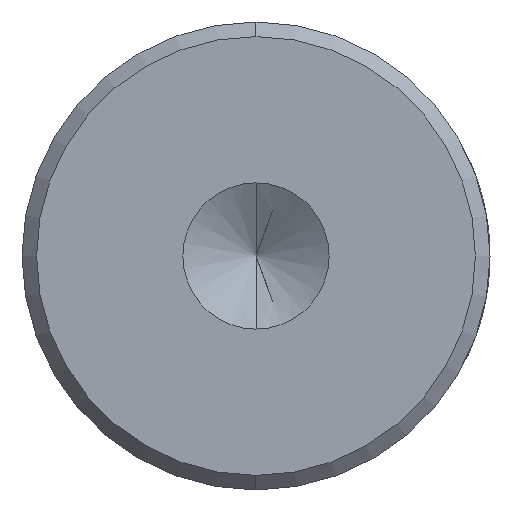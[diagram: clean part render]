
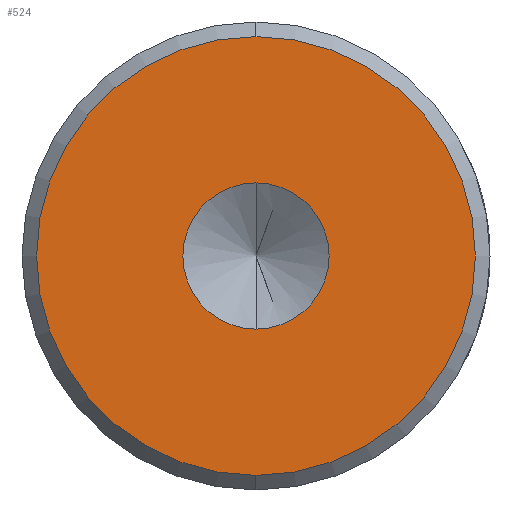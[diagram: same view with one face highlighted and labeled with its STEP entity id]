
A CAD part, left-side view. The second image highlights one B-rep face of the part: STEP entity #524.
In plain terms, the highlighted planar face has unit normal (-1, 0, 0).
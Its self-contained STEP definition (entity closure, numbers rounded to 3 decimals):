
#36 = ORIENTED_EDGE ( 'NONE', *, *, #452, .T. ) ;
#63 = CARTESIAN_POINT ( 'NONE',  ( 0., 0., 0. ) ) ;
#96 = DIRECTION ( 'NONE',  ( -1., 0., 0. ) ) ;
#137 = AXIS2_PLACEMENT_3D ( 'NONE', #63, #1172, #181 ) ;
#181 = DIRECTION ( 'NONE',  ( 0., 0., 1. ) ) ;
#225 = CIRCLE ( 'NONE', #137, 2.5 ) ;
#277 = EDGE_CURVE ( 'NONE', #537, #1306, #483, .T. ) ;
#310 = EDGE_CURVE ( 'NONE', #606, #1088, #225, .T. ) ;
#323 = CARTESIAN_POINT ( 'NONE',  ( 0., 0., 7.501 ) ) ;
#338 = CARTESIAN_POINT ( 'NONE',  ( 0., 0., -7.501 ) ) ;
#346 = ORIENTED_EDGE ( 'NONE', *, *, #310, .F. ) ;
#415 = AXIS2_PLACEMENT_3D ( 'NONE', #1315, #96, #850 ) ;
#452 = EDGE_CURVE ( 'NONE', #1306, #537, #1270, .T. ) ;
#466 = DIRECTION ( 'NONE',  ( 0., 0., 1. ) ) ;
#472 = DIRECTION ( 'NONE',  ( -1., 0., 0. ) ) ;
#476 = CIRCLE ( 'NONE', #925, 2.5 ) ;
#483 = CIRCLE ( 'NONE', #1125, 7.501 ) ;
#486 = CARTESIAN_POINT ( 'NONE',  ( 0., 0., 0. ) ) ;
#503 = FACE_BOUND ( 'NONE', #837, .T. ) ;
#524 = ADVANCED_FACE ( 'NONE', ( #804, #503 ), #795, .T. ) ;
#530 = CARTESIAN_POINT ( 'NONE',  ( 0., 0., 0. ) ) ;
#536 = CARTESIAN_POINT ( 'NONE',  ( 0., 0., -2.5 ) ) ;
#537 = VERTEX_POINT ( 'NONE', #338 ) ;
#594 = DIRECTION ( 'NONE',  ( 0., 0., 1. ) ) ;
#606 = VERTEX_POINT ( 'NONE', #1241 ) ;
#638 = DIRECTION ( 'NONE',  ( 0., 0., 1. ) ) ;
#795 = PLANE ( 'NONE',  #415 ) ;
#804 = FACE_OUTER_BOUND ( 'NONE', #888, .T. ) ;
#837 = EDGE_LOOP ( 'NONE', ( #346, #855 ) ) ;
#850 = DIRECTION ( 'NONE',  ( 0., 0., 1. ) ) ;
#855 = ORIENTED_EDGE ( 'NONE', *, *, #1036, .F. ) ;
#870 = CARTESIAN_POINT ( 'NONE',  ( 0., 0., 0. ) ) ;
#888 = EDGE_LOOP ( 'NONE', ( #1191, #36 ) ) ;
#925 = AXIS2_PLACEMENT_3D ( 'NONE', #530, #1201, #638 ) ;
#1036 = EDGE_CURVE ( 'NONE', #1088, #606, #476, .T. ) ;
#1088 = VERTEX_POINT ( 'NONE', #536 ) ;
#1125 = AXIS2_PLACEMENT_3D ( 'NONE', #870, #472, #466 ) ;
#1162 = AXIS2_PLACEMENT_3D ( 'NONE', #486, #1163, #594 ) ;
#1163 = DIRECTION ( 'NONE',  ( -1., 0., 0. ) ) ;
#1172 = DIRECTION ( 'NONE',  ( -1., 0., 0. ) ) ;
#1191 = ORIENTED_EDGE ( 'NONE', *, *, #277, .T. ) ;
#1201 = DIRECTION ( 'NONE',  ( -1., 0., 0. ) ) ;
#1241 = CARTESIAN_POINT ( 'NONE',  ( 0., 0., 2.5 ) ) ;
#1270 = CIRCLE ( 'NONE', #1162, 7.501 ) ;
#1306 = VERTEX_POINT ( 'NONE', #323 ) ;
#1315 = CARTESIAN_POINT ( 'NONE',  ( 0., 0., 0. ) ) ;
